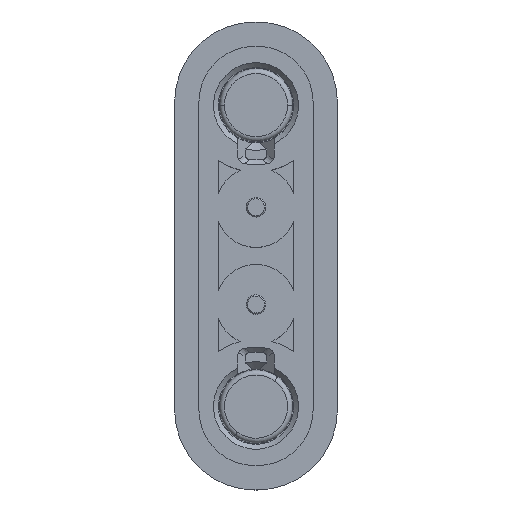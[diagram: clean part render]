
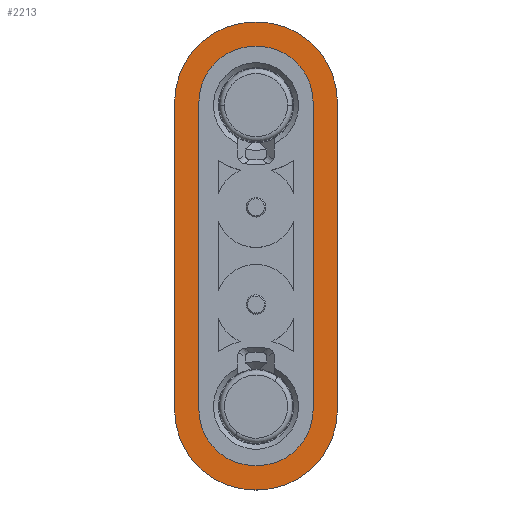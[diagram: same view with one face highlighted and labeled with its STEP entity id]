
A CAD part, top view. The second image highlights one B-rep face of the part: STEP entity #2213.
In plain terms, the highlighted planar face has unit normal (0, 0, 1).
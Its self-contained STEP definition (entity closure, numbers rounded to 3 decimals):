
#237=CARTESIAN_POINT('',(-2.253,-4.847,
-0.25));
#238=DIRECTION('',(0.,0.,1.));
#239=DIRECTION('',(0.,-1.,0.));
#240=AXIS2_PLACEMENT_3D('',#237,#238,#239);
#242=DIRECTION('',(1.,0.,0.));
#243=VECTOR('',#242,0.1);
#244=CARTESIAN_POINT('',(-2.353,-8.147,
-0.25));
#245=LINE('',#244,#243);
#246=CARTESIAN_POINT('',(-2.353,-4.847,
-0.25));
#247=DIRECTION('',(0.,0.,1.));
#248=DIRECTION('',(-1.,0.,0.));
#249=AXIS2_PLACEMENT_3D('',#246,#247,#248);
#251=DIRECTION('',(0.,-1.,0.));
#252=VECTOR('',#251,12.65);
#253=CARTESIAN_POINT('',(-5.653,7.803,
-0.25));
#254=LINE('',#253,#252);
#255=CARTESIAN_POINT('',(-2.353,7.803,
-0.25));
#256=DIRECTION('',(0.,0.,1.));
#257=DIRECTION('',(0.,1.,0.));
#258=AXIS2_PLACEMENT_3D('',#255,#256,#257);
#260=DIRECTION('',(-1.,0.,0.));
#261=VECTOR('',#260,0.1);
#262=CARTESIAN_POINT('',(-2.253,11.103,
-0.25));
#263=LINE('',#262,#261);
#264=CARTESIAN_POINT('',(-2.253,7.803,
-0.25));
#265=DIRECTION('',(0.,0.,1.));
#266=DIRECTION('',(1.,0.,0.));
#267=AXIS2_PLACEMENT_3D('',#264,#265,#266);
#269=DIRECTION('',(0.,1.,0.));
#270=VECTOR('',#269,12.65);
#271=CARTESIAN_POINT('',(1.047,-4.847,
-0.25));
#272=LINE('',#271,#270);
#273=CARTESIAN_POINT('',(-2.353,7.803,
-0.25));
#274=DIRECTION('',(0.,0.,-1.));
#275=DIRECTION('',(-1.,0.,0.));
#276=AXIS2_PLACEMENT_3D('',#273,#274,#275);
#278=DIRECTION('',(0.,1.,0.));
#279=VECTOR('',#278,12.65);
#280=CARTESIAN_POINT('',(-4.653,-4.847,
-0.25));
#281=LINE('',#280,#279);
#282=CARTESIAN_POINT('',(-2.353,-4.847,
-0.25));
#283=DIRECTION('',(0.,0.,-1.));
#284=DIRECTION('',(0.,-1.,0.));
#285=AXIS2_PLACEMENT_3D('',#282,#283,#284);
#287=DIRECTION('',(-1.,0.,0.));
#288=VECTOR('',#287,0.1);
#289=CARTESIAN_POINT('',(-2.253,-7.147,
-0.25));
#290=LINE('',#289,#288);
#291=CARTESIAN_POINT('',(-2.253,-4.847,
-0.25));
#292=DIRECTION('',(0.,0.,-1.));
#293=DIRECTION('',(1.,0.,0.));
#294=AXIS2_PLACEMENT_3D('',#291,#292,#293);
#296=DIRECTION('',(0.,-1.,0.));
#297=VECTOR('',#296,12.65);
#298=CARTESIAN_POINT('',(0.047,7.803,
-0.25));
#299=LINE('',#298,#297);
#300=CARTESIAN_POINT('',(-2.253,7.803,
-0.25));
#301=DIRECTION('',(0.,0.,-1.));
#302=DIRECTION('',(0.,1.,0.));
#303=AXIS2_PLACEMENT_3D('',#300,#301,#302);
#305=DIRECTION('',(1.,0.,0.));
#306=VECTOR('',#305,0.1);
#307=CARTESIAN_POINT('',(-2.353,10.103,
-0.25));
#308=LINE('',#307,#306);
#1601=CARTESIAN_POINT('',(-2.353,-7.147,
-0.25));
#1602=CARTESIAN_POINT('',(-4.653,-4.847,
-0.25));
#1603=VERTEX_POINT('',#1601);
#1604=VERTEX_POINT('',#1602);
#1613=CARTESIAN_POINT('',(-2.253,-7.147,
-0.25));
#1615=VERTEX_POINT('',#1613);
#1671=CARTESIAN_POINT('',(0.047,-4.847,
-0.25));
#1672=VERTEX_POINT('',#1671);
#1699=CARTESIAN_POINT('',(-5.653,-4.847,
-0.25));
#1700=CARTESIAN_POINT('',(-2.353,-8.147,
-0.25));
#1701=VERTEX_POINT('',#1699);
#1702=VERTEX_POINT('',#1700);
#1719=CARTESIAN_POINT('',(0.047,7.803,
-0.25));
#1720=VERTEX_POINT('',#1719);
#1723=CARTESIAN_POINT('',(-2.353,10.103,
-0.25));
#1724=CARTESIAN_POINT('',(-2.253,10.103,
-0.25));
#1725=VERTEX_POINT('',#1723);
#1726=VERTEX_POINT('',#1724);
#1729=CARTESIAN_POINT('',(-5.653,7.803,
-0.25));
#1730=VERTEX_POINT('',#1729);
#1733=CARTESIAN_POINT('',(1.047,7.803,
-0.25));
#1734=CARTESIAN_POINT('',(-2.253,11.103,
-0.25));
#1735=VERTEX_POINT('',#1733);
#1736=VERTEX_POINT('',#1734);
#1739=CARTESIAN_POINT('',(-4.653,7.803,
-0.25));
#1740=VERTEX_POINT('',#1739);
#1741=CARTESIAN_POINT('',(-2.253,-8.147,
-0.25));
#1742=CARTESIAN_POINT('',(1.047,-4.847,
-0.25));
#1743=VERTEX_POINT('',#1741);
#1744=VERTEX_POINT('',#1742);
#1749=CARTESIAN_POINT('',(-2.353,11.103,
-0.25));
#1750=VERTEX_POINT('',#1749);
#2180=CARTESIAN_POINT('',(-5.453,7.803,
-0.25));
#2181=DIRECTION('',(0.,0.,-1.));
#2182=DIRECTION('',(-1.,0.,0.));
#2183=AXIS2_PLACEMENT_3D('',#2180,#2181,#2182);
#2184=PLANE('',#2183);
#2186=ORIENTED_EDGE('',*,*,#2185,.F.);
#2188=ORIENTED_EDGE('',*,*,#2187,.F.);
#2190=ORIENTED_EDGE('',*,*,#2189,.F.);
#2192=ORIENTED_EDGE('',*,*,#2191,.F.);
#2194=ORIENTED_EDGE('',*,*,#2193,.F.);
#2196=ORIENTED_EDGE('',*,*,#2195,.F.);
#2198=ORIENTED_EDGE('',*,*,#2197,.F.);
#2200=ORIENTED_EDGE('',*,*,#2199,.F.);
#2201=EDGE_LOOP('',(#2186,#2188,#2190,#2192,#2194,#2196,#2198,#2200));
#2202=FACE_OUTER_BOUND('',#2201,.F.);
#2203=ORIENTED_EDGE('',*,*,#2119,.F.);
#2204=ORIENTED_EDGE('',*,*,#2132,.F.);
#2205=ORIENTED_EDGE('',*,*,#2147,.F.);
#2206=ORIENTED_EDGE('',*,*,#2160,.F.);
#2207=ORIENTED_EDGE('',*,*,#2172,.F.);
#2208=ORIENTED_EDGE('',*,*,#2075,.F.);
#2209=ORIENTED_EDGE('',*,*,#2091,.F.);
#2210=ORIENTED_EDGE('',*,*,#2104,.F.);
#2211=EDGE_LOOP('',(#2203,#2204,#2205,#2206,#2207,#2208,#2209,#2210));
#2212=FACE_BOUND('',#2211,.F.);
#2213=ADVANCED_FACE('',(#2202,#2212),#2184,.F.);
#241=CIRCLE('',#240,3.3);
#250=CIRCLE('',#249,3.3);
#259=CIRCLE('',#258,3.3);
#268=CIRCLE('',#267,3.3);
#277=CIRCLE('',#276,2.3);
#286=CIRCLE('',#285,2.3);
#295=CIRCLE('',#294,2.3);
#304=CIRCLE('',#303,2.3);
#2075=EDGE_CURVE('',#1720,#1672,#299,.T.);
#2091=EDGE_CURVE('',#1726,#1720,#304,.T.);
#2104=EDGE_CURVE('',#1725,#1726,#308,.T.);
#2119=EDGE_CURVE('',#1740,#1725,#277,.T.);
#2132=EDGE_CURVE('',#1604,#1740,#281,.T.);
#2147=EDGE_CURVE('',#1603,#1604,#286,.T.);
#2160=EDGE_CURVE('',#1615,#1603,#290,.T.);
#2172=EDGE_CURVE('',#1672,#1615,#295,.T.);
#2185=EDGE_CURVE('',#1743,#1744,#241,.T.);
#2187=EDGE_CURVE('',#1702,#1743,#245,.T.);
#2189=EDGE_CURVE('',#1701,#1702,#250,.T.);
#2191=EDGE_CURVE('',#1730,#1701,#254,.T.);
#2193=EDGE_CURVE('',#1750,#1730,#259,.T.);
#2195=EDGE_CURVE('',#1736,#1750,#263,.T.);
#2197=EDGE_CURVE('',#1735,#1736,#268,.T.);
#2199=EDGE_CURVE('',#1744,#1735,#272,.T.);
